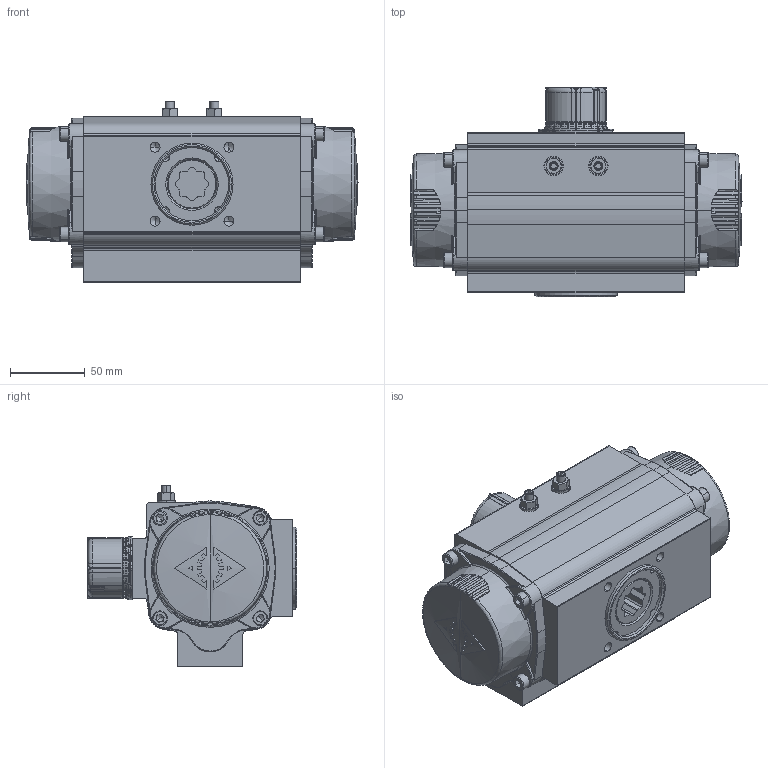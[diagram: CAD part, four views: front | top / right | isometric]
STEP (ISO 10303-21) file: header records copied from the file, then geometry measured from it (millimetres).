
FILE_DESCRIPTION (( 'STEP AP214' ), '1' );
FILE_NAME ('0080 ASR.STEP', '2011-12-07T10:29:55', ( 'ossuin - p' ), ( 'Ossuin' ), 'SwSTEP 2.0', 'SolidWorks 2010', '' );
FILE_SCHEMA (( 'AUTOMOTIVE_DESIGN' ));
Length unit declared in the file: millimetre
Products named in the file (10): DIN 915 - M6 x 20-C_DIN 915 - M6 x 20-C; Hexagon Nut ISO 4032 - M6 - D - C_Default; E0080N; Tapon ﾘ45; 0080 ASR; T0080; CR0080; C0080; Washer DIN 125 - A 6.4_Default; DIN 912 M6 x 20 --- 20C_Default
Assembly tree (20 placements, depth 2):
  0080 ASR
    C0080
    Washer DIN 125 - A 6.4_Default  x2
    DIN 912 M6 x 20 --- 20C_Default  x8
    Hexagon Nut ISO 4032 - M6 - D - C_Default  x2
    T0080  x2
    CR0080
    E0080N
    DIN 915 - M6 x 20-C_DIN 915 - M6 x 20-C  x2
    Tapon ﾘ45
Bounding box: 222.31 x 140.29 x 121.5 mm (x, y, z)
Volume: 826583.3 mm3; surface area: 235272.3 mm2
Topology: 28 solids, 28 shells, 3328 faces, 8709 edges, 5422 vertices
Faces by surface type: plane 1146, cylinder 1097, bspline 609, cone 297, torus 151, sphere 28
Entity records: 117691 total; most frequent: CARTESIAN_POINT 41656, ORIENTED_EDGE 13636, DIRECTION 12148, EDGE_CURVE 6818, AXIS2_PLACEMENT_3D 4596, VERTEX_POINT 4343, VECTOR 2956, LINE 2956
